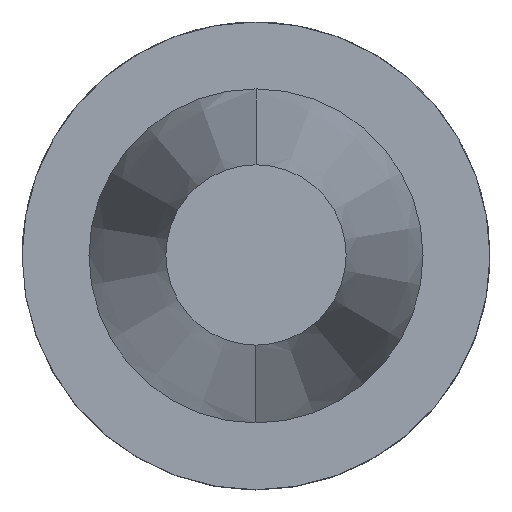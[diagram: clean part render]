
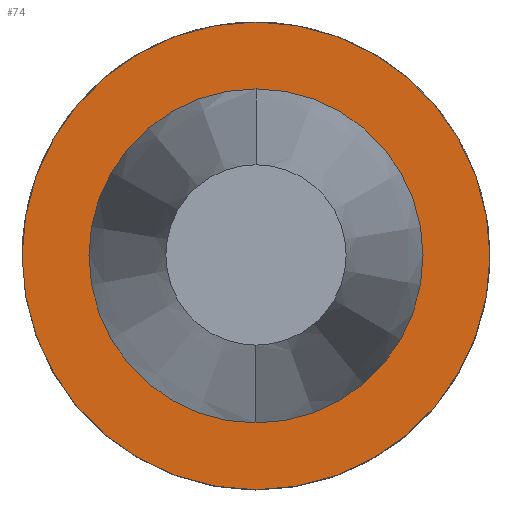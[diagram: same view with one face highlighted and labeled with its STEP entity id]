
A CAD part, top view. The second image highlights one B-rep face of the part: STEP entity #74.
In plain terms, the highlighted planar face has unit normal (0, 0, 1).
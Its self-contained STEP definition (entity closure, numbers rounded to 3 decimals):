
#74=ADVANCED_FACE('',(#100,#101),#93,.F.);
#93=PLANE('',#324);
#100=FACE_BOUND('',#126,.T.);
#101=FACE_BOUND('',#127,.T.);
#126=EDGE_LOOP('',(#158));
#127=EDGE_LOOP('',(#159,#160));
#158=ORIENTED_EDGE('',*,*,#244,.T.);
#159=ORIENTED_EDGE('',*,*,#245,.T.);
#160=ORIENTED_EDGE('',*,*,#246,.T.);
#218=VERTEX_POINT('',#465);
#219=VERTEX_POINT('',#467);
#220=VERTEX_POINT('',#468);
#244=EDGE_CURVE('',#218,#218,#274,.T.);
#245=EDGE_CURVE('',#219,#220,#275,.T.);
#246=EDGE_CURVE('',#220,#219,#276,.T.);
#274=CIRCLE('',#321,31.775);
#275=CIRCLE('',#322,22.692);
#276=CIRCLE('',#323,22.692);
#321=AXIS2_PLACEMENT_3D('',#464,#370,#371);
#322=AXIS2_PLACEMENT_3D('',#466,#372,#373);
#323=AXIS2_PLACEMENT_3D('',#469,#374,#375);
#324=AXIS2_PLACEMENT_3D('',#470,#376,#377);
#370=DIRECTION('',(0.,0.,1.));
#371=DIRECTION('',(-1.,0.,0.));
#372=DIRECTION('',(0.,0.,-1.));
#373=DIRECTION('',(-1.,0.,0.));
#374=DIRECTION('',(0.,0.,-1.));
#375=DIRECTION('',(-1.,0.,0.));
#376=DIRECTION('',(0.,0.,-1.));
#377=DIRECTION('',(0.,-1.,0.));
#464=CARTESIAN_POINT('',(0.,0.,-3.2));
#465=CARTESIAN_POINT('',(-31.775,0.,-3.2));
#466=CARTESIAN_POINT('',(0.,0.,-3.2));
#467=CARTESIAN_POINT('',(0.,-22.692,-3.2));
#468=CARTESIAN_POINT('',(0.,22.692,-3.2));
#469=CARTESIAN_POINT('',(0.,0.,-3.2));
#470=CARTESIAN_POINT('',(0.,0.,-3.2));
